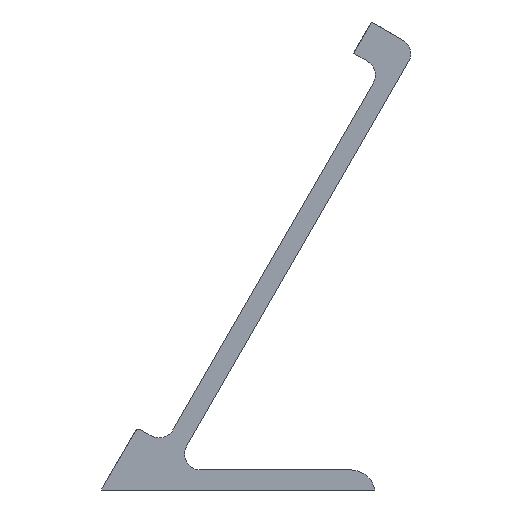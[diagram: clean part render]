
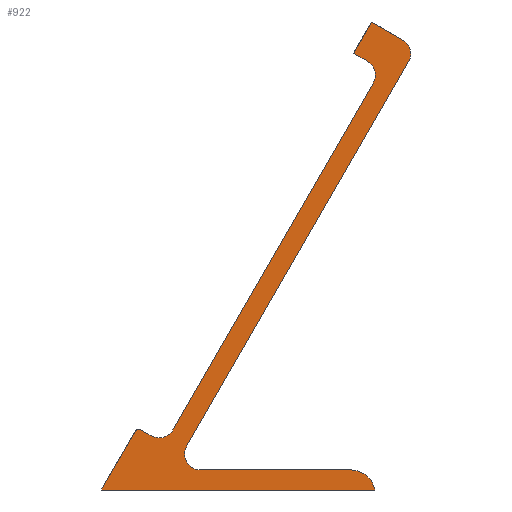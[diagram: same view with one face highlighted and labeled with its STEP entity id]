
A CAD part, front view. The second image highlights one B-rep face of the part: STEP entity #922.
In plain terms, the highlighted planar face has unit normal (0, -1, 0).
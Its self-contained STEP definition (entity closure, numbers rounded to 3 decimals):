
#36=PLANE('',#996);
#70=FACE_OUTER_BOUND('',#122,.T.);
#122=EDGE_LOOP('',(#663,#664,#665,#666,#667,#668,#669,#670,#671,#672,#673,
#674,#675,#676,#677));
#181=LINE('',#1362,#279);
#183=LINE('',#1368,#281);
#193=LINE('',#1401,#291);
#194=LINE('',#1405,#292);
#195=LINE('',#1407,#293);
#196=LINE('',#1409,#294);
#197=LINE('',#1413,#295);
#198=LINE('',#1417,#296);
#199=LINE('',#1420,#297);
#279=VECTOR('',#1086,10.);
#281=VECTOR('',#1090,10.);
#291=VECTOR('',#1120,10.);
#292=VECTOR('',#1123,10.);
#293=VECTOR('',#1124,10.);
#294=VECTOR('',#1125,10.);
#295=VECTOR('',#1128,10.);
#296=VECTOR('',#1131,10.);
#297=VECTOR('',#1134,10.);
#376=CIRCLE('',#990,6.);
#381=CIRCLE('',#997,4.);
#382=CIRCLE('',#998,4.);
#383=CIRCLE('',#999,4.);
#384=CIRCLE('',#1000,4.);
#385=CIRCLE('',#1001,1.);
#412=VERTEX_POINT('',#1356);
#414=VERTEX_POINT('',#1360);
#416=VERTEX_POINT('',#1365);
#417=VERTEX_POINT('',#1367);
#429=VERTEX_POINT('',#1398);
#430=VERTEX_POINT('',#1400);
#431=VERTEX_POINT('',#1402);
#432=VERTEX_POINT('',#1404);
#433=VERTEX_POINT('',#1406);
#434=VERTEX_POINT('',#1408);
#435=VERTEX_POINT('',#1410);
#436=VERTEX_POINT('',#1412);
#437=VERTEX_POINT('',#1414);
#438=VERTEX_POINT('',#1416);
#439=VERTEX_POINT('',#1418);
#503=EDGE_CURVE('',#412,#414,#181,.T.);
#505=EDGE_CURVE('',#417,#416,#183,.T.);
#509=EDGE_CURVE('',#412,#416,#376,.T.);
#521=EDGE_CURVE('',#414,#429,#381,.T.);
#522=EDGE_CURVE('',#429,#430,#193,.T.);
#523=EDGE_CURVE('',#430,#431,#382,.T.);
#524=EDGE_CURVE('',#431,#432,#194,.T.);
#525=EDGE_CURVE('',#432,#433,#195,.T.);
#526=EDGE_CURVE('',#433,#434,#196,.T.);
#527=EDGE_CURVE('',#434,#435,#383,.T.);
#528=EDGE_CURVE('',#435,#436,#197,.T.);
#529=EDGE_CURVE('',#436,#437,#384,.T.);
#530=EDGE_CURVE('',#437,#438,#198,.T.);
#531=EDGE_CURVE('',#438,#439,#385,.T.);
#532=EDGE_CURVE('',#439,#417,#199,.T.);
#663=ORIENTED_EDGE('',*,*,#509,.F.);
#664=ORIENTED_EDGE('',*,*,#503,.T.);
#665=ORIENTED_EDGE('',*,*,#521,.T.);
#666=ORIENTED_EDGE('',*,*,#522,.T.);
#667=ORIENTED_EDGE('',*,*,#523,.T.);
#668=ORIENTED_EDGE('',*,*,#524,.T.);
#669=ORIENTED_EDGE('',*,*,#525,.T.);
#670=ORIENTED_EDGE('',*,*,#526,.T.);
#671=ORIENTED_EDGE('',*,*,#527,.T.);
#672=ORIENTED_EDGE('',*,*,#528,.T.);
#673=ORIENTED_EDGE('',*,*,#529,.T.);
#674=ORIENTED_EDGE('',*,*,#530,.T.);
#675=ORIENTED_EDGE('',*,*,#531,.T.);
#676=ORIENTED_EDGE('',*,*,#532,.T.);
#677=ORIENTED_EDGE('',*,*,#505,.T.);
#922=ADVANCED_FACE('',(#70),#36,.F.);
#990=AXIS2_PLACEMENT_3D('',#1374,#1097,#1098);
#996=AXIS2_PLACEMENT_3D('',#1397,#1116,#1117);
#997=AXIS2_PLACEMENT_3D('',#1399,#1118,#1119);
#998=AXIS2_PLACEMENT_3D('',#1403,#1121,#1122);
#999=AXIS2_PLACEMENT_3D('',#1411,#1126,#1127);
#1000=AXIS2_PLACEMENT_3D('',#1415,#1129,#1130);
#1001=AXIS2_PLACEMENT_3D('',#1419,#1132,#1133);
#1086=DIRECTION('',(-1.,0.,0.));
#1090=DIRECTION('',(1.,0.,0.));
#1097=DIRECTION('center_axis',(0.,1.,0.));
#1098=DIRECTION('ref_axis',(0.986,0.,0.167));
#1116=DIRECTION('center_axis',(0.,1.,0.));
#1117=DIRECTION('ref_axis',(0.5,0.,0.866));
#1118=DIRECTION('center_axis',(0.,1.,0.));
#1119=DIRECTION('ref_axis',(-0.866,0.,-0.5));
#1120=DIRECTION('',(0.5,0.,0.866));
#1121=DIRECTION('center_axis',(0.,-1.,0.));
#1122=DIRECTION('ref_axis',(0.966,0.,0.259));
#1123=DIRECTION('',(-0.866,0.,0.5));
#1124=DIRECTION('',(-0.5,0.,-0.866));
#1125=DIRECTION('',(0.866,0.,-0.5));
#1126=DIRECTION('center_axis',(0.,1.,0.));
#1127=DIRECTION('ref_axis',(0.966,0.,0.259));
#1128=DIRECTION('',(-0.5,0.,-0.866));
#1129=DIRECTION('center_axis',(0.,1.,0.));
#1130=DIRECTION('ref_axis',(0.259,0.,-0.966));
#1131=DIRECTION('',(-0.866,0.,0.5));
#1132=DIRECTION('center_axis',(0.,-1.,0.));
#1133=DIRECTION('ref_axis',(-0.259,0.,0.966));
#1134=DIRECTION('',(-0.5,0.,-0.866));
#1356=CARTESIAN_POINT('',(-89.832,-98.5,31.712));
#1360=CARTESIAN_POINT('',(-127.367,-98.5,31.712));
#1362=CARTESIAN_POINT('',(-121.252,-98.5,31.712));
#1365=CARTESIAN_POINT('',(-83.916,-98.5,26.712));
#1367=CARTESIAN_POINT('',(-152.193,-98.5,26.712));
#1368=CARTESIAN_POINT('',(-122.482,-98.5,26.712));
#1374=CARTESIAN_POINT('Origin',(-89.832,-98.5,25.712));
#1397=CARTESIAN_POINT('Origin',(-147.724,-98.5,34.453));
#1398=CARTESIAN_POINT('',(-130.831,-98.5,37.712));
#1399=CARTESIAN_POINT('Origin',(-127.367,-98.5,35.712));
#1400=CARTESIAN_POINT('',(-75.466,-98.5,133.608));
#1401=CARTESIAN_POINT('',(-104.966,-98.5,82.512));
#1402=CARTESIAN_POINT('',(-76.93,-98.5,139.072));
#1403=CARTESIAN_POINT('Origin',(-78.93,-98.5,135.608));
#1404=CARTESIAN_POINT('',(-84.724,-98.5,143.572));
#1405=CARTESIAN_POINT('',(-83.425,-98.5,142.822));
#1406=CARTESIAN_POINT('',(-89.224,-98.5,135.778));
#1407=CARTESIAN_POINT('',(-117.349,-98.5,87.064));
#1408=CARTESIAN_POINT('',(-85.76,-98.5,133.778));
#1409=CARTESIAN_POINT('',(-88.575,-98.5,135.403));
#1410=CARTESIAN_POINT('',(-84.296,-98.5,128.314));
#1411=CARTESIAN_POINT('Origin',(-87.76,-98.5,130.314));
#1412=CARTESIAN_POINT('',(-134.296,-98.5,41.711));
#1413=CARTESIAN_POINT('',(-138.546,-98.5,34.35));
#1414=CARTESIAN_POINT('',(-139.76,-98.5,40.247));
#1415=CARTESIAN_POINT('Origin',(-137.76,-98.5,43.711));
#1416=CARTESIAN_POINT('',(-142.358,-98.5,41.747));
#1417=CARTESIAN_POINT('',(-143.224,-98.5,42.247));
#1418=CARTESIAN_POINT('',(-143.724,-98.5,41.381));
#1419=CARTESIAN_POINT('Origin',(-142.858,-98.5,40.881));
#1420=CARTESIAN_POINT('',(-146.599,-98.5,36.401));
